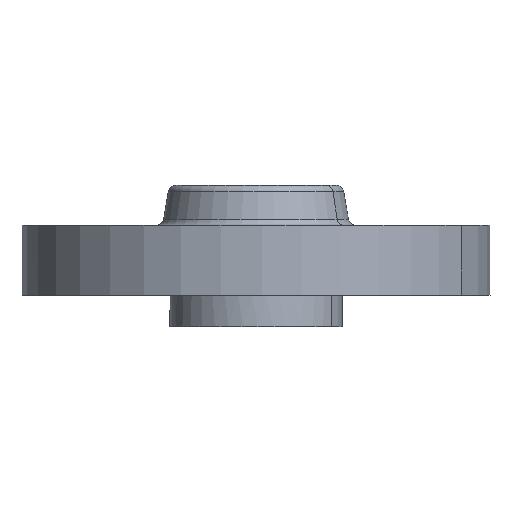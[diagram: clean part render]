
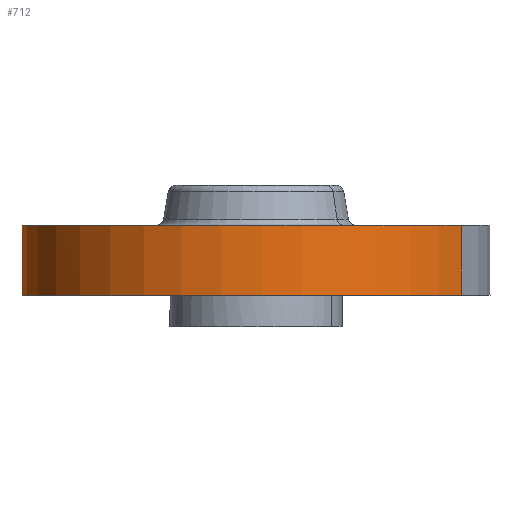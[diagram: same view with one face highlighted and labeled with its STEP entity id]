
A CAD part, left-side view. The second image highlights one B-rep face of the part: STEP entity #712.
In plain terms, the highlighted cylindrical face has radius 47.625 mm (diameter 95.25 mm), a partial arc.
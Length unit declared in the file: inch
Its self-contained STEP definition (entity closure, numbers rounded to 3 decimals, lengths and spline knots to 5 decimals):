
#508=AXIS2_PLACEMENT_3D('Circle Axis2P3D',#506,#507,$) ;
#673=AXIS2_PLACEMENT_3D('Cylinder Axis2P3D',#670,#671,#672) ;
#506=CARTESIAN_POINT('Axis2P3D Location',(0.,0.,0.)) ;
#510=CARTESIAN_POINT('Vertex',(-0.89892,-1.64547,0.)) ;
#512=CARTESIAN_POINT('Vertex',(0.89892,1.64547,0.)) ;
#670=CARTESIAN_POINT('Axis2P3D Location',(0.,0.,0.315)) ;
#675=CARTESIAN_POINT('Line Origine',(-0.89892,-1.64547,0.28)) ;
#679=CARTESIAN_POINT('Vertex',(-0.89892,-1.64547,0.56)) ;
#683=CARTESIAN_POINT('Control Point',(-0.89892,-1.64547,0.56)) ;
#684=CARTESIAN_POINT('Control Point',(-1.15739,-1.50426,0.56)) ;
#685=CARTESIAN_POINT('Control Point',(-1.38814,-1.31231,0.56)) ;
#686=CARTESIAN_POINT('Control Point',(-1.57782,-1.07683,0.56)) ;
#687=CARTESIAN_POINT('Control Point',(-1.85465,-0.54417,0.56)) ;
#688=CARTESIAN_POINT('Control Point',(-1.90951,0.05362,0.56)) ;
#689=CARTESIAN_POINT('Control Point',(-1.87712,0.35426,0.56)) ;
#690=CARTESIAN_POINT('Control Point',(-1.69622,0.92665,0.56)) ;
#691=CARTESIAN_POINT('Control Point',(-1.31231,1.38814,0.56)) ;
#692=CARTESIAN_POINT('Control Point',(-1.07683,1.57782,0.56)) ;
#693=CARTESIAN_POINT('Control Point',(-0.54417,1.85465,0.56)) ;
#694=CARTESIAN_POINT('Control Point',(0.05362,1.90951,0.56)) ;
#695=CARTESIAN_POINT('Control Point',(0.35426,1.87712,0.56)) ;
#696=CARTESIAN_POINT('Control Point',(0.64045,1.78667,0.56)) ;
#697=CARTESIAN_POINT('Control Point',(0.89892,1.64547,0.56)) ;
#698=CARTESIAN_POINT('Vertex',(0.89892,1.64547,0.56)) ;
#701=CARTESIAN_POINT('Line Origine',(0.89892,1.64547,0.28)) ;
#507=DIRECTION('Axis2P3D Direction',(0.,0.,-0.039)) ;
#671=DIRECTION('Axis2P3D Direction',(0.,0.,-0.039)) ;
#672=DIRECTION('Axis2P3D XDirection',(-0.019,-0.035,0.)) ;
#676=DIRECTION('Vector Direction',(0.,0.,-0.039)) ;
#702=DIRECTION('Vector Direction',(0.,0.,-0.039)) ;
#677=VECTOR('Line Direction',#676,0.03937) ;
#703=VECTOR('Line Direction',#702,0.03937) ;
#707=ORIENTED_EDGE('',*,*,#514,.F.) ;
#708=ORIENTED_EDGE('',*,*,#681,.T.) ;
#709=ORIENTED_EDGE('',*,*,#700,.T.) ;
#710=ORIENTED_EDGE('',*,*,#705,.F.) ;
#712=ADVANCED_FACE('PartBody',(#711),#674,.T.) ;
#682=B_SPLINE_CURVE_WITH_KNOTS('',5,(#683,#684,#685,#686,#687,#688,#689,#690,#691,#692,#693,#694,#695,#696,#697),.UNSPECIFIED.,.F.,.U.,(6,3,3,3,6),(-74.80918,-37.40459,0.,37.40459,74.80918),.UNSPECIFIED.) ;
#509=CIRCLE('generated circle',#508,1.875) ;
#674=CYLINDRICAL_SURFACE('generated cylinder',#673,1.875) ;
#514=EDGE_CURVE('',#511,#513,#509,.T.) ;
#681=EDGE_CURVE('',#511,#680,#678,.F.) ;
#700=EDGE_CURVE('',#680,#699,#682,.T.) ;
#705=EDGE_CURVE('',#513,#699,#704,.F.) ;
#706=EDGE_LOOP('',(#707,#708,#709,#710)) ;
#711=FACE_OUTER_BOUND('',#706,.T.) ;
#678=LINE('Line',#675,#677) ;
#704=LINE('Line',#701,#703) ;
#511=VERTEX_POINT('',#510) ;
#513=VERTEX_POINT('',#512) ;
#680=VERTEX_POINT('',#679) ;
#699=VERTEX_POINT('',#698) ;
